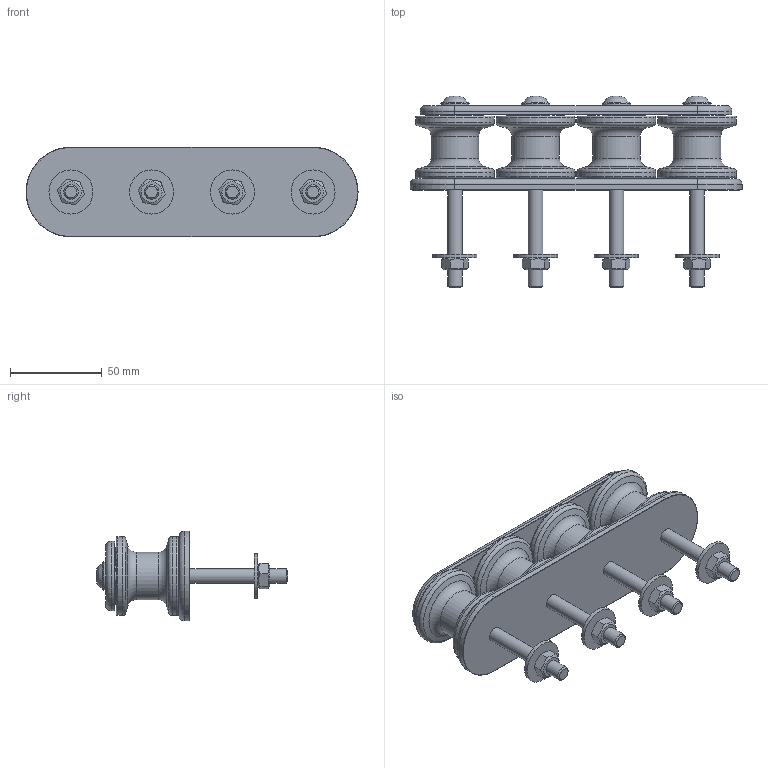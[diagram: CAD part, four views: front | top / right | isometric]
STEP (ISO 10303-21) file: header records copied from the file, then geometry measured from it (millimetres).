
FILE_DESCRIPTION(/* description */ (''),/* implementation_level */ '2;1');
FILE_NAME(/* name */ '524.052.stp',/* time_stamp */ '2020-04-17T11:24:50+02:00',/* author */ ('gianni'),/* organization */ (''),/* preprocessor_version */ 'ST-DEVELOPER v18.1',/* originating_system */ 'Autodesk Inventor 2021',/* authorisation */ '');
FILE_SCHEMA (('AUTOMOTIVE_DESIGN { 1 0 10303 214 3 1 1 }'));
Length unit declared in the file: millimetre
Products named in the file (1): 20041707
Bounding box: 181 x 104.4 x 49 mm (x, y, z)
Volume: 216385.6 mm3; surface area: 70377.8 mm2
Topology: 1 solids, 1 shells, 440 faces, 768 edges, 596 vertices
Faces by surface type: sphere 232, plane 88, cylinder 48, torus 36, cone 32, bspline 4
Full cylindrical faces by diameter (mm): 8 x8, 12 x8, 15.6 x4, 24 x4, 26 x4, 43 x8
Entity records: 11183 total; most frequent: CARTESIAN_POINT 2117, DIRECTION 2062, ORIENTED_EDGE 1536, AXIS2_PLACEMENT_3D 961, EDGE_CURVE 768, EDGE_LOOP 712, VERTEX_POINT 596, CIRCLE 524
